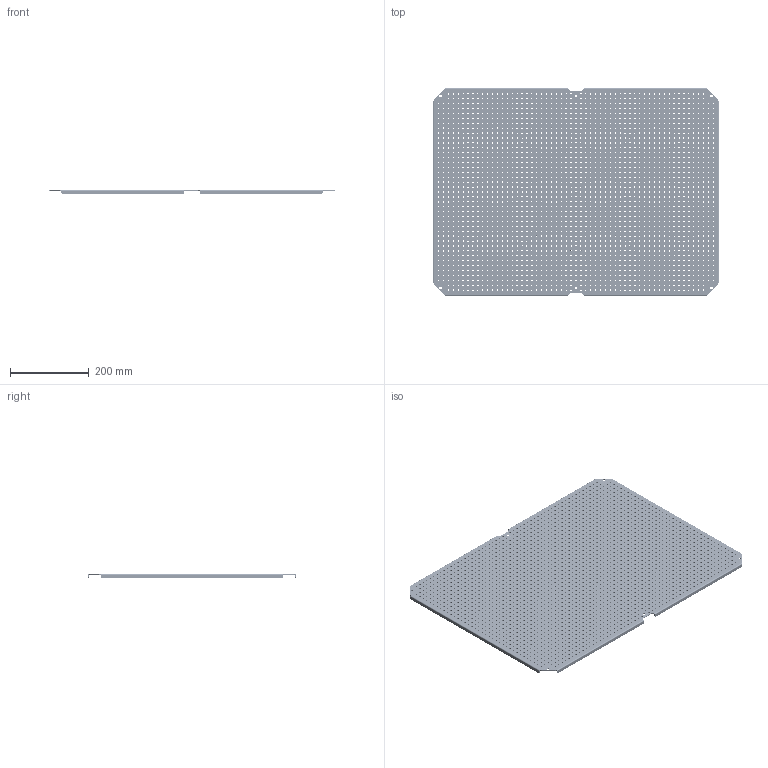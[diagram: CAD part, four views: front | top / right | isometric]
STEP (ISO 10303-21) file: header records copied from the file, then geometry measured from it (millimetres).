
FILE_DESCRIPTION (( 'STEP AP203' ), '1' );
FILE_NAME ('MPMP 8060.STEP', '2021-11-16T14:03:59', ( '' ), ( '' ), 'SwSTEP 2.0', 'SolidWorks 2020', '' );
FILE_SCHEMA (( 'CONFIG_CONTROL_DESIGN' ));
Products named in the file (1): MPMP 8060
Bounding box: 730 x 530 x 10 mm (x, y, z)
Volume: 752935.6 mm3; surface area: 810700.9 mm2
Topology: 1 solids, 1 shells, 4728 faces, 14178 edges, 9452 vertices
Faces by surface type: cylinder 4678, plane 50
Entity records: 174707 total; most frequent: DIRECTION 32992, CARTESIAN_POINT 28359, ORIENTED_EDGE 28356, EDGE_CURVE 14178, AXIS2_PLACEMENT_3D 14085, VERTEX_POINT 9452, EDGE_LOOP 9374, CIRCLE 9356
